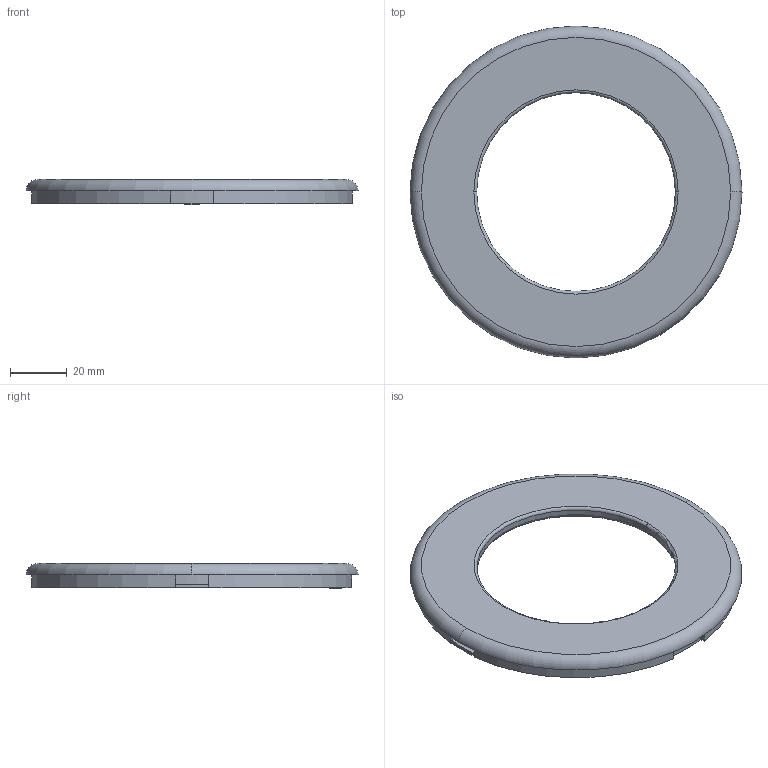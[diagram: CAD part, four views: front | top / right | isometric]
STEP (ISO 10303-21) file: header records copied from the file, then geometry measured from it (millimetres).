
FILE_DESCRIPTION (( 'STEP AP214' ), '1' );
FILE_NAME ('Top_REV3.STEP', '2025-06-10T08:29:42', ( '' ), ( '' ), 'SwSTEP 2.0', 'SolidWorks 2024', '' );
FILE_SCHEMA (( 'AUTOMOTIVE_DESIGN' ));
Length unit declared in the file: millimetre
Products named in the file (1): Top_REV3
Bounding box: 117 x 117 x 8.84 mm (x, y, z)
Volume: 25261.6 mm3; surface area: 19125 mm2
Topology: 1 solids, 1 shells, 94 faces, 251 edges, 160 vertices
Faces by surface type: cylinder 42, plane 38, torus 10, sphere 2, bspline 2
Entity records: 3080 total; most frequent: CARTESIAN_POINT 650, DIRECTION 532, ORIENTED_EDGE 498, EDGE_CURVE 249, AXIS2_PLACEMENT_3D 201, VERTEX_POINT 160, VECTOR 130, LINE 130
